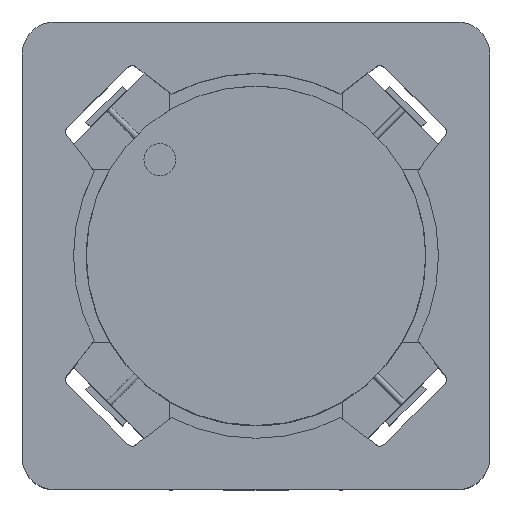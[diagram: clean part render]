
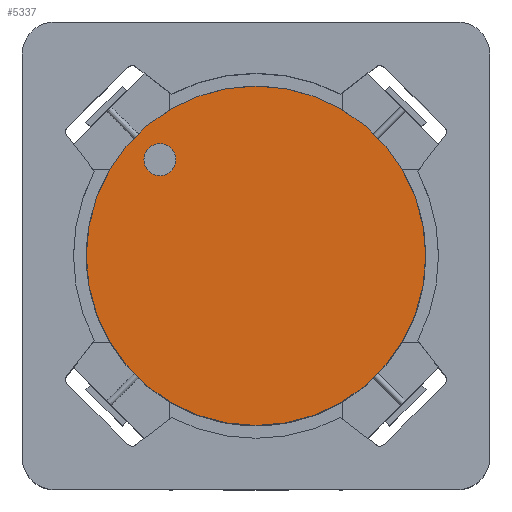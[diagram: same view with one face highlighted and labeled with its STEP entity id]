
A CAD part, top view. The second image highlights one B-rep face of the part: STEP entity #5337.
In plain terms, the highlighted planar face has unit normal (0, 0, 1).
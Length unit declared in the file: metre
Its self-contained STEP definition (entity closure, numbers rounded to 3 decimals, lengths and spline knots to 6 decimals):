
#187=CIRCLE('',#6653,0.00025);
#190=CIRCLE('',#6658,0.00265);
#1636=ORIENTED_EDGE('',*,*,#2519,.T.);
#1637=ORIENTED_EDGE('',*,*,#2522,.F.);
#2519=EDGE_CURVE('',#3050,#3050,#187,.T.);
#2522=EDGE_CURVE('',#3053,#3053,#190,.T.);
#3050=VERTEX_POINT('',#11850);
#3053=VERTEX_POINT('',#11858);
#4528=EDGE_LOOP('',(#1636));
#4529=EDGE_LOOP('',(#1637));
#4844=FACE_BOUND('',#4528,.T.);
#4845=FACE_BOUND('',#4529,.T.);
#5084=PLANE('',#6659);
#5337=ADVANCED_FACE('',(#4844,#4845),#5084,.F.);
#6653=AXIS2_PLACEMENT_3D('',#11849,#8016,#8017);
#6658=AXIS2_PLACEMENT_3D('',#11857,#8026,#8027);
#6659=AXIS2_PLACEMENT_3D('',#11859,#8028,#8029);
#8016=DIRECTION('',(0.,0.,-1.));
#8017=DIRECTION('',(0.,1.,0.));
#8026=DIRECTION('',(0.,0.,-1.));
#8027=DIRECTION('',(0.,1.,0.));
#8028=DIRECTION('',(0.,0.,-1.));
#8029=DIRECTION('',(-1.,0.,0.));
#11849=CARTESIAN_POINT('',(-0.0015,0.0015,0.003));
#11850=CARTESIAN_POINT('',(-0.0015,0.00175,0.003));
#11857=CARTESIAN_POINT('',(0.,0.,0.003));
#11858=CARTESIAN_POINT('',(0.,0.00265,0.003));
#11859=CARTESIAN_POINT('',(0.,0.,0.003));
